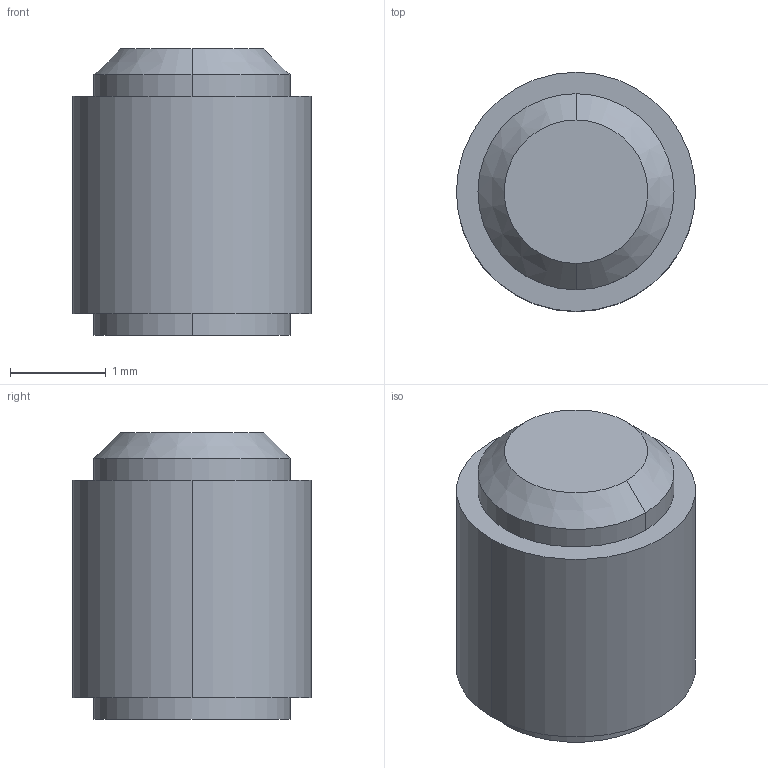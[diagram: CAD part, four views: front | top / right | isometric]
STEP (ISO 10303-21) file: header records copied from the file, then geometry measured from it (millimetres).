
FILE_DESCRIPTION((''),'2;1');
FILE_NAME('G2-5-3--_-_U5923_G','2021-09-07T17:14:34',('silo-mech'),(''),'CREO PARAMETRIC BY PTC INC, 2020454','CREO PARAMETRIC BY PTC INC, 2020454','');
FILE_SCHEMA(('CONFIG_CONTROL_DESIGN'));
Length unit declared in the file: millimetre
Products named in the file (1): G2-5-3--_-_U5923_G
Bounding box: 2.5 x 2.5 x 3 mm (x, y, z)
Volume: 6.8 mm3; surface area: 53.3 mm2
Topology: 1 solids, 2 shells, 16 faces, 36 edges, 24 vertices
Faces by surface type: plane 10, cylinder 4, cone 2
Entity records: 496 total; most frequent: DIRECTION 82, CARTESIAN_POINT 77, ORIENTED_EDGE 68, EDGE_CURVE 36, AXIS2_PLACEMENT_3D 29, VECTOR 24, LINE 24, VERTEX_POINT 24
